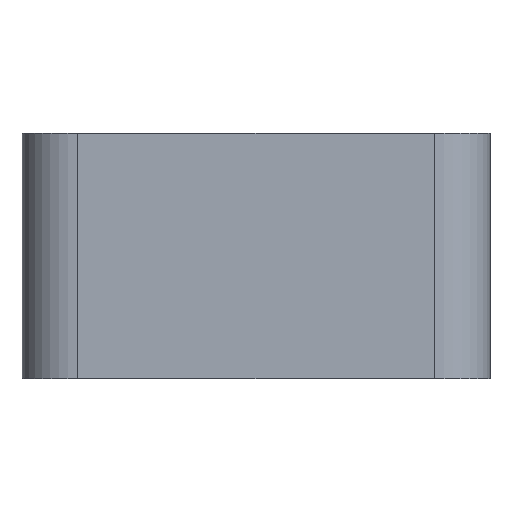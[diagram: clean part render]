
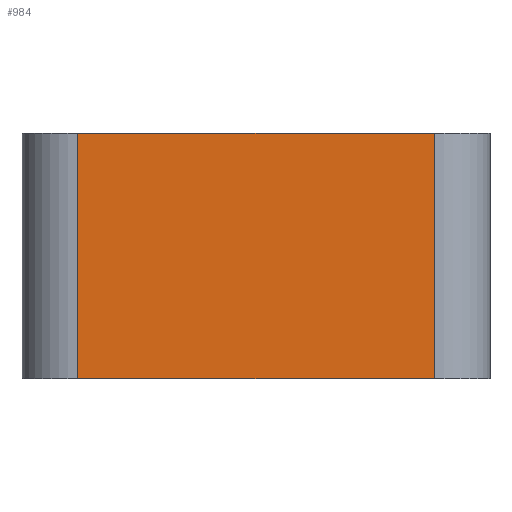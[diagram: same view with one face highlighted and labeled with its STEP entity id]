
A CAD part, front view. The second image highlights one B-rep face of the part: STEP entity #984.
In plain terms, the highlighted planar face has unit normal (0, -1, 0).
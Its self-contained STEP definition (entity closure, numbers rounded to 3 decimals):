
#53=PLANE('',#1085);
#97=FACE_OUTER_BOUND('',#177,.T.);
#177=EDGE_LOOP('',(#709,#710,#711,#712));
#292=LINE('',#1621,#343);
#297=LINE('',#1639,#348);
#299=LINE('',#1643,#350);
#300=LINE('',#1644,#351);
#343=VECTOR('',#1250,10.);
#348=VECTOR('',#1269,10.);
#350=VECTOR('',#1273,10.);
#351=VECTOR('',#1274,10.);
#473=VERTEX_POINT('',#1618);
#474=VERTEX_POINT('',#1620);
#480=VERTEX_POINT('',#1637);
#481=VERTEX_POINT('',#1642);
#561=EDGE_CURVE('',#473,#474,#292,.T.);
#570=EDGE_CURVE('',#480,#473,#297,.T.);
#572=EDGE_CURVE('',#481,#480,#299,.T.);
#573=EDGE_CURVE('',#474,#481,#300,.T.);
#709=ORIENTED_EDGE('',*,*,#570,.F.);
#710=ORIENTED_EDGE('',*,*,#572,.F.);
#711=ORIENTED_EDGE('',*,*,#573,.F.);
#712=ORIENTED_EDGE('',*,*,#561,.F.);
#984=ADVANCED_FACE('',(#97),#53,.T.);
#1085=AXIS2_PLACEMENT_3D('',#1641,#1271,#1272);
#1250=DIRECTION('',(-1.,0.,0.));
#1269=DIRECTION('',(0.,0.,-1.));
#1271=DIRECTION('center_axis',(0.,-1.,0.));
#1272=DIRECTION('ref_axis',(1.,0.,0.));
#1273=DIRECTION('',(1.,0.,0.));
#1274=DIRECTION('',(0.,0.,1.));
#1618=CARTESIAN_POINT('',(16.,-28.,-2.));
#1620=CARTESIAN_POINT('',(-16.,-28.,-2.));
#1621=CARTESIAN_POINT('',(21.,-28.,-2.));
#1637=CARTESIAN_POINT('',(16.,-28.,20.));
#1639=CARTESIAN_POINT('',(16.,-28.,0.));
#1641=CARTESIAN_POINT('Origin',(-21.,-28.,0.));
#1642=CARTESIAN_POINT('',(-16.,-28.,20.));
#1643=CARTESIAN_POINT('',(-21.,-28.,20.));
#1644=CARTESIAN_POINT('',(-16.,-28.,0.));
